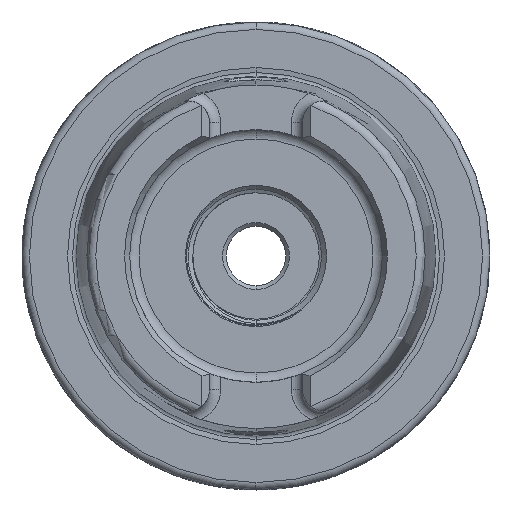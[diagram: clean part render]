
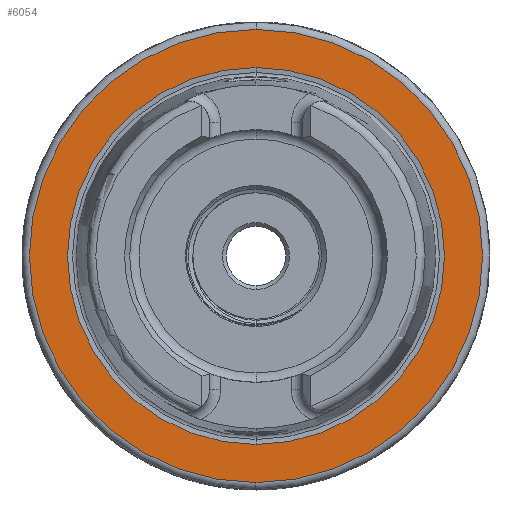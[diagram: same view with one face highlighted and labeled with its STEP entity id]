
A CAD part, left-side view. The second image highlights one B-rep face of the part: STEP entity #6054.
In plain terms, the highlighted planar face has unit normal (-1, 0, 0).
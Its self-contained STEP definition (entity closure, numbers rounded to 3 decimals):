
#153 = VERTEX_POINT ( 'NONE', #5177 ) ;
#161 = VERTEX_POINT ( 'NONE', #5174 ) ;
#1408 = EDGE_LOOP ( 'NONE', ( #2619, #2588 ) ) ;
#1439 = EDGE_LOOP ( 'NONE', ( #2568, #1480 ) ) ;
#1480 = ORIENTED_EDGE ( 'NONE', *, *, #4126, .T. ) ;
#2568 = ORIENTED_EDGE ( 'NONE', *, *, #4301, .T. ) ;
#2588 = ORIENTED_EDGE ( 'NONE', *, *, #4185, .T. ) ;
#2619 = ORIENTED_EDGE ( 'NONE', *, *, #4271, .T. ) ;
#3116 = CIRCLE ( 'NONE', #4372, 30.5 ) ;
#3195 = CIRCLE ( 'NONE', #4445, 25.369 ) ;
#3295 = CIRCLE ( 'NONE', #4434, 25.369 ) ;
#3314 = CIRCLE ( 'NONE', #4410, 30.5 ) ;
#3356 = FACE_BOUND ( 'NONE', #1408, .T. ) ;
#3362 = FACE_OUTER_BOUND ( 'NONE', #1439, .T. ) ;
#4126 = EDGE_CURVE ( 'NONE', #161, #21075, #3116, .T. ) ;
#4185 = EDGE_CURVE ( 'NONE', #20202, #153, #3195, .T. ) ;
#4271 = EDGE_CURVE ( 'NONE', #153, #20202, #3295, .T. ) ;
#4301 = EDGE_CURVE ( 'NONE', #21075, #161, #3314, .T. ) ;
#4372 = AXIS2_PLACEMENT_3D ( 'NONE', #7351, #7348, #7326 ) ;
#4410 = AXIS2_PLACEMENT_3D ( 'NONE', #7609, #7604, #7627 ) ;
#4434 = AXIS2_PLACEMENT_3D ( 'NONE', #7534, #7556, #7547 ) ;
#4445 = AXIS2_PLACEMENT_3D ( 'NONE', #7885, #7864, #7894 ) ;
#4500 = AXIS2_PLACEMENT_3D ( 'NONE', #7786, #7788, #7787 ) ;
#5174 = CARTESIAN_POINT ( 'NONE',  ( 0., 0., -30.5 ) ) ;
#5177 = CARTESIAN_POINT ( 'NONE',  ( 0., 0., 25.369 ) ) ;
#6054 = ADVANCED_FACE ( 'NONE', ( #3362, #3356 ), #7785, .T. ) ;
#7326 = DIRECTION ( 'NONE',  ( 0., 0., 1. ) ) ;
#7348 = DIRECTION ( 'NONE',  ( -1., 0., 0. ) ) ;
#7351 = CARTESIAN_POINT ( 'NONE',  ( 0., 0., 0. ) ) ;
#7534 = CARTESIAN_POINT ( 'NONE',  ( 0., 0., 0. ) ) ;
#7547 = DIRECTION ( 'NONE',  ( 0., 0., -1. ) ) ;
#7556 = DIRECTION ( 'NONE',  ( 1., 0., 0. ) ) ;
#7604 = DIRECTION ( 'NONE',  ( -1., 0., 0. ) ) ;
#7609 = CARTESIAN_POINT ( 'NONE',  ( 0., 0., 0. ) ) ;
#7627 = DIRECTION ( 'NONE',  ( 0., 0., 1. ) ) ;
#7785 = PLANE ( 'NONE',  #4500 ) ;
#7786 = CARTESIAN_POINT ( 'NONE',  ( 0., 25.369, 0. ) ) ;
#7787 = DIRECTION ( 'NONE',  ( 0., 0., 1. ) ) ;
#7788 = DIRECTION ( 'NONE',  ( -1., 0., 0. ) ) ;
#7864 = DIRECTION ( 'NONE',  ( 1., 0., 0. ) ) ;
#7885 = CARTESIAN_POINT ( 'NONE',  ( 0., 0., 0. ) ) ;
#7894 = DIRECTION ( 'NONE',  ( 0., 0., -1. ) ) ;
#20202 = VERTEX_POINT ( 'NONE', #20306 ) ;
#20306 = CARTESIAN_POINT ( 'NONE',  ( 0., 0., -25.369 ) ) ;
#20365 = CARTESIAN_POINT ( 'NONE',  ( 0., 0., 30.5 ) ) ;
#21075 = VERTEX_POINT ( 'NONE', #20365 ) ;
